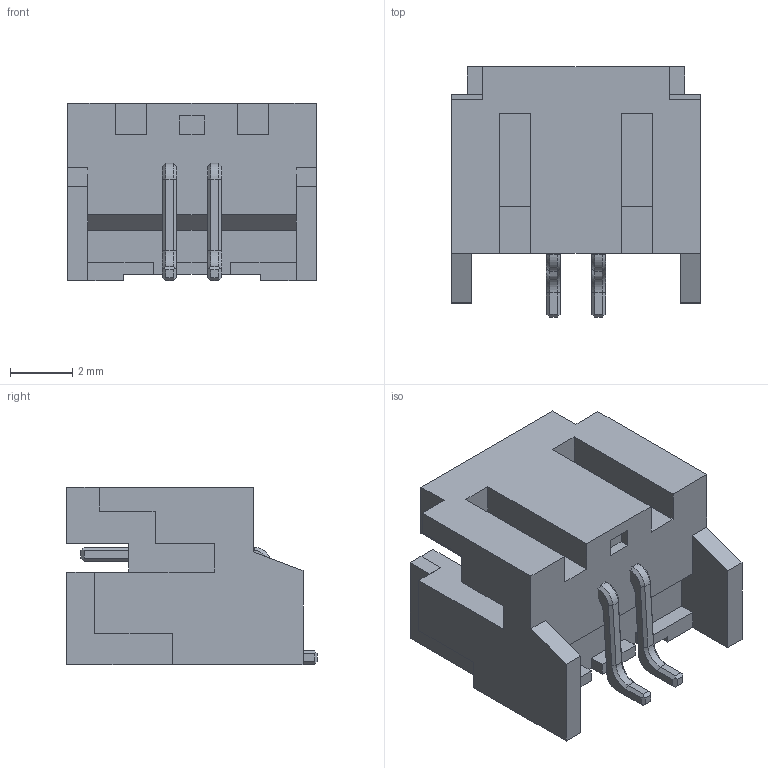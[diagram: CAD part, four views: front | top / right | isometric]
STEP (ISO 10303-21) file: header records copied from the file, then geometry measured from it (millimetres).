
FILE_DESCRIPTION(/* description */ (''),/* implementation_level */ '2;1');
FILE_NAME(/* name */ 'PH2_2P_WT v1.step',/* time_stamp */ '2022-07-13T16:23:20+08:00',/* author */ (''),/* organization */ (''),/* preprocessor_version */ 'ST-DEVELOPER v19',/* originating_system */ 'Autodesk Translation Framework v11.7.0.108',/* authorisation */ '');
FILE_SCHEMA (('AUTOMOTIVE_DESIGN { 1 0 10303 214 3 1 1 }'));
Length unit declared in the file: millimetre
Products named in the file (3): PH2.0_2P_WT; 零部件1; 零部件2
Assembly tree (2 placements, depth 2):
  PH2.0_2P_WT
    零部件1
    零部件2
Bounding box: 8 x 8.06 x 5.7 mm (x, y, z)
Volume: 152.5 mm3; surface area: 449.5 mm2
Topology: 5 solids, 5 shells, 173 faces, 462 edges, 296 vertices
Faces by surface type: plane 149, cone 16, cylinder 8
Entity records: 5364 total; most frequent: CARTESIAN_POINT 936, ORIENTED_EDGE 924, DIRECTION 850, EDGE_CURVE 462, LINE 430, VECTOR 430, VERTEX_POINT 296, AXIS2_PLACEMENT_3D 210
